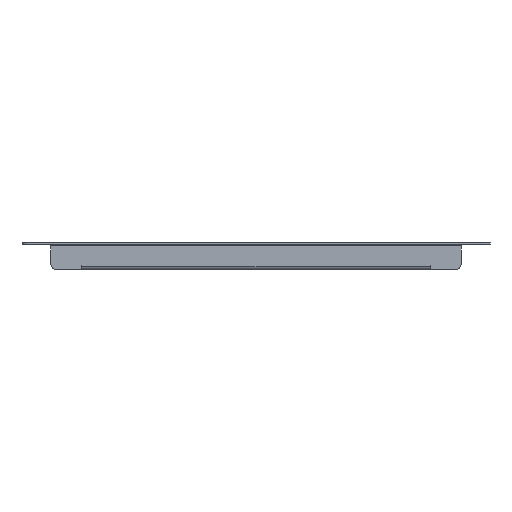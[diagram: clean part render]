
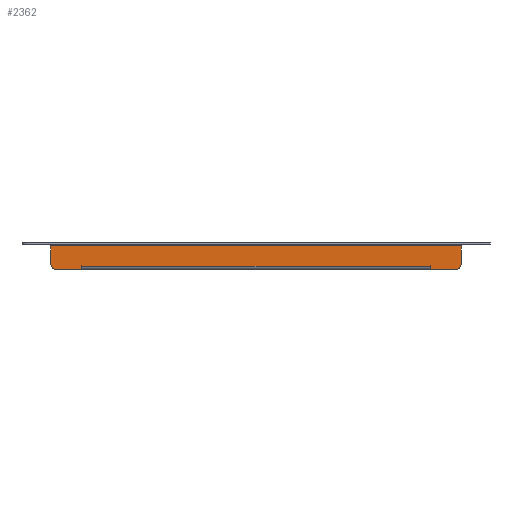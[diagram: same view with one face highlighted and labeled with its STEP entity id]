
A CAD part, front view. The second image highlights one B-rep face of the part: STEP entity #2362.
In plain terms, the highlighted planar face has unit normal (0, -1, 0).
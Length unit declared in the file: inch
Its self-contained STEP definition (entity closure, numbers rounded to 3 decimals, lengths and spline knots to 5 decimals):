
#35 = DIRECTION ( 'NONE',  ( 0., 1., 0. ) ) ;
#52 = CIRCLE ( 'NONE', #396, 0.015 ) ;
#99 = AXIS2_PLACEMENT_3D ( 'NONE', #1735, #35, #1973 ) ;
#126 = CARTESIAN_POINT ( 'NONE',  ( -8.1375, -16.55, -0.8875 ) ) ;
#145 = CARTESIAN_POINT ( 'NONE',  ( -8.325, -16.55, -0.126 ) ) ;
#160 = DIRECTION ( 'NONE',  ( 0., 0., -1. ) ) ;
#180 = CARTESIAN_POINT ( 'NONE',  ( 8.1375, -16.55, -1.075 ) ) ;
#208 = DIRECTION ( 'NONE',  ( 0., 0., -1. ) ) ;
#229 = CARTESIAN_POINT ( 'NONE',  ( 8.325, -16.55, -0.126 ) ) ;
#230 = DIRECTION ( 'NONE',  ( -1., 0., 0. ) ) ;
#236 = VERTEX_POINT ( 'NONE', #3057 ) ;
#237 = EDGE_CURVE ( 'NONE', #795, #1234, #2871, .T. ) ;
#239 = DIRECTION ( 'NONE',  ( 0., 0., -1. ) ) ;
#261 = ORIENTED_EDGE ( 'NONE', *, *, #2345, .F. ) ;
#264 = ORIENTED_EDGE ( 'NONE', *, *, #2452, .F. ) ;
#298 = LINE ( 'NONE', #1222, #1039 ) ;
#312 = FACE_OUTER_BOUND ( 'NONE', #2396, .T. ) ;
#350 = CIRCLE ( 'NONE', #2862, 0.1875 ) ;
#354 = ORIENTED_EDGE ( 'NONE', *, *, #380, .F. ) ;
#372 = ORIENTED_EDGE ( 'NONE', *, *, #2247, .T. ) ;
#373 = VERTEX_POINT ( 'NONE', #180 ) ;
#380 = EDGE_CURVE ( 'NONE', #373, #3076, #2032, .T. ) ;
#391 = ORIENTED_EDGE ( 'NONE', *, *, #2204, .F. ) ;
#396 = AXIS2_PLACEMENT_3D ( 'NONE', #742, #1705, #2653 ) ;
#435 = ORIENTED_EDGE ( 'NONE', *, *, #2782, .F. ) ;
#452 = VERTEX_POINT ( 'NONE', #3005 ) ;
#453 = VERTEX_POINT ( 'NONE', #1582 ) ;
#485 = ORIENTED_EDGE ( 'NONE', *, *, #237, .F. ) ;
#486 = CARTESIAN_POINT ( 'NONE',  ( -8.325, -16.55, -0.8875 ) ) ;
#511 = DIRECTION ( 'NONE',  ( -1., 0., 0. ) ) ;
#513 = VERTEX_POINT ( 'NONE', #1399 ) ;
#534 = DIRECTION ( 'NONE',  ( -1., 0., 0. ) ) ;
#538 = VERTEX_POINT ( 'NONE', #2402 ) ;
#657 = EDGE_CURVE ( 'NONE', #236, #453, #298, .T. ) ;
#712 = LINE ( 'NONE', #1675, #2707 ) ;
#742 = CARTESIAN_POINT ( 'NONE',  ( 7.105, -16.55, -1.06 ) ) ;
#795 = VERTEX_POINT ( 'NONE', #2029 ) ;
#833 = EDGE_CURVE ( 'NONE', #513, #1160, #3035, .T. ) ;
#839 = CARTESIAN_POINT ( 'NONE',  ( 8.325, -16.55, -0.8875 ) ) ;
#914 = DIRECTION ( 'NONE',  ( 0., 0., 1. ) ) ;
#932 = VERTEX_POINT ( 'NONE', #2606 ) ;
#933 = EDGE_CURVE ( 'NONE', #1160, #1613, #2875, .T. ) ;
#935 = DIRECTION ( 'NONE',  ( 0., 1., 0. ) ) ;
#1001 = DIRECTION ( 'NONE',  ( 0., 0., 1. ) ) ;
#1015 = VECTOR ( 'NONE', #511, 39.37008 ) ;
#1036 = VECTOR ( 'NONE', #914, 39.37008 ) ;
#1039 = VECTOR ( 'NONE', #534, 39.37008 ) ;
#1061 = CIRCLE ( 'NONE', #2858, 0.0075 ) ;
#1140 = DIRECTION ( 'NONE',  ( 0., 0., 1. ) ) ;
#1160 = VERTEX_POINT ( 'NONE', #486 ) ;
#1204 = CARTESIAN_POINT ( 'NONE',  ( -8.325, -16.55, -0.126 ) ) ;
#1222 = CARTESIAN_POINT ( 'NONE',  ( 8.325, -16.55, -0.949 ) ) ;
#1234 = VERTEX_POINT ( 'NONE', #1586 ) ;
#1265 = CARTESIAN_POINT ( 'NONE',  ( 8.325, -16.55, -0.126 ) ) ;
#1270 = VECTOR ( 'NONE', #230, 39.37008 ) ;
#1376 = ORIENTED_EDGE ( 'NONE', *, *, #3054, .T. ) ;
#1399 = CARTESIAN_POINT ( 'NONE',  ( -8.1375, -16.55, -1.075 ) ) ;
#1411 = CARTESIAN_POINT ( 'NONE',  ( 8.1375, -16.55, -0.8875 ) ) ;
#1428 = DIRECTION ( 'NONE',  ( 0., 0., -1. ) ) ;
#1456 = EDGE_CURVE ( 'NONE', #452, #2117, #2363, .T. ) ;
#1514 = DIRECTION ( 'NONE',  ( 0., 0., -1. ) ) ;
#1549 = ORIENTED_EDGE ( 'NONE', *, *, #1456, .F. ) ;
#1582 = CARTESIAN_POINT ( 'NONE',  ( -7.075, -16.55, -0.949 ) ) ;
#1586 = CARTESIAN_POINT ( 'NONE',  ( 7.09, -16.55, -0.949 ) ) ;
#1605 = CARTESIAN_POINT ( 'NONE',  ( -7.105, -16.55, -1.075 ) ) ;
#1613 = VERTEX_POINT ( 'NONE', #145 ) ;
#1675 = CARTESIAN_POINT ( 'NONE',  ( -7.09, -16.55, -0.126 ) ) ;
#1705 = DIRECTION ( 'NONE',  ( 0., 1., 0. ) ) ;
#1712 = CIRCLE ( 'NONE', #2160, 0.0075 ) ;
#1735 = CARTESIAN_POINT ( 'NONE',  ( -7.105, -16.55, -1.06 ) ) ;
#1766 = PLANE ( 'NONE',  #2502 ) ;
#1836 = CARTESIAN_POINT ( 'NONE',  ( 8.325, -16.55, -1.075 ) ) ;
#1898 = VECTOR ( 'NONE', #2869, 39.37008 ) ;
#1947 = EDGE_CURVE ( 'NONE', #932, #3098, #2957, .T. ) ;
#1950 = VECTOR ( 'NONE', #1140, 39.37008 ) ;
#1973 = DIRECTION ( 'NONE',  ( 0., 0., 1. ) ) ;
#2029 = CARTESIAN_POINT ( 'NONE',  ( 7.09, -16.55, -1.06 ) ) ;
#2032 = LINE ( 'NONE', #1836, #2533 ) ;
#2039 = EDGE_CURVE ( 'NONE', #236, #1234, #1712, .T. ) ;
#2117 = VERTEX_POINT ( 'NONE', #839 ) ;
#2160 = AXIS2_PLACEMENT_3D ( 'NONE', #2417, #2192, #1001 ) ;
#2192 = DIRECTION ( 'NONE',  ( 0., 1., 0. ) ) ;
#2204 = EDGE_CURVE ( 'NONE', #2117, #373, #350, .T. ) ;
#2247 = EDGE_CURVE ( 'NONE', #538, #453, #1061, .T. ) ;
#2293 = DIRECTION ( 'NONE',  ( 0., 1., 0. ) ) ;
#2322 = CARTESIAN_POINT ( 'NONE',  ( 7.105, -16.55, -1.075 ) ) ;
#2345 = EDGE_CURVE ( 'NONE', #538, #932, #712, .T. ) ;
#2362 = ADVANCED_FACE ( 'NONE', ( #312 ), #1766, .F. ) ;
#2363 = LINE ( 'NONE', #229, #1898 ) ;
#2377 = LINE ( 'NONE', #2818, #1270 ) ;
#2396 = EDGE_LOOP ( 'NONE', ( #372, #2962, #2529, #485, #264, #354, #391, #1549, #1376, #2640, #2440, #435, #3103, #261 ) ) ;
#2402 = CARTESIAN_POINT ( 'NONE',  ( -7.09, -16.55, -0.949 ) ) ;
#2417 = CARTESIAN_POINT ( 'NONE',  ( 7.0825, -16.55, -0.949 ) ) ;
#2440 = ORIENTED_EDGE ( 'NONE', *, *, #833, .F. ) ;
#2452 = EDGE_CURVE ( 'NONE', #3076, #795, #52, .T. ) ;
#2460 = DIRECTION ( 'NONE',  ( 0., 1., 0. ) ) ;
#2502 = AXIS2_PLACEMENT_3D ( 'NONE', #1265, #2460, #1514 ) ;
#2529 = ORIENTED_EDGE ( 'NONE', *, *, #2039, .T. ) ;
#2533 = VECTOR ( 'NONE', #2989, 39.37008 ) ;
#2606 = CARTESIAN_POINT ( 'NONE',  ( -7.09, -16.55, -1.06 ) ) ;
#2640 = ORIENTED_EDGE ( 'NONE', *, *, #933, .F. ) ;
#2653 = DIRECTION ( 'NONE',  ( 0., 0., -1. ) ) ;
#2664 = LINE ( 'NONE', #2898, #1015 ) ;
#2707 = VECTOR ( 'NONE', #208, 39.37008 ) ;
#2782 = EDGE_CURVE ( 'NONE', #3098, #513, #2664, .T. ) ;
#2818 = CARTESIAN_POINT ( 'NONE',  ( 8.325, -16.55, -0.126 ) ) ;
#2851 = CARTESIAN_POINT ( 'NONE',  ( 7.09, -16.55, -0.126 ) ) ;
#2858 = AXIS2_PLACEMENT_3D ( 'NONE', #3096, #935, #1428 ) ;
#2862 = AXIS2_PLACEMENT_3D ( 'NONE', #1411, #2876, #239 ) ;
#2869 = DIRECTION ( 'NONE',  ( 0., 0., -1. ) ) ;
#2871 = LINE ( 'NONE', #2851, #1036 ) ;
#2875 = LINE ( 'NONE', #1204, #1950 ) ;
#2876 = DIRECTION ( 'NONE',  ( 0., 1., 0. ) ) ;
#2884 = AXIS2_PLACEMENT_3D ( 'NONE', #126, #2293, #160 ) ;
#2898 = CARTESIAN_POINT ( 'NONE',  ( 8.325, -16.55, -1.075 ) ) ;
#2957 = CIRCLE ( 'NONE', #99, 0.015 ) ;
#2962 = ORIENTED_EDGE ( 'NONE', *, *, #657, .F. ) ;
#2989 = DIRECTION ( 'NONE',  ( -1., 0., 0. ) ) ;
#3005 = CARTESIAN_POINT ( 'NONE',  ( 8.325, -16.55, -0.126 ) ) ;
#3035 = CIRCLE ( 'NONE', #2884, 0.1875 ) ;
#3054 = EDGE_CURVE ( 'NONE', #452, #1613, #2377, .T. ) ;
#3057 = CARTESIAN_POINT ( 'NONE',  ( 7.075, -16.55, -0.949 ) ) ;
#3076 = VERTEX_POINT ( 'NONE', #2322 ) ;
#3096 = CARTESIAN_POINT ( 'NONE',  ( -7.0825, -16.55, -0.949 ) ) ;
#3098 = VERTEX_POINT ( 'NONE', #1605 ) ;
#3103 = ORIENTED_EDGE ( 'NONE', *, *, #1947, .F. ) ;
